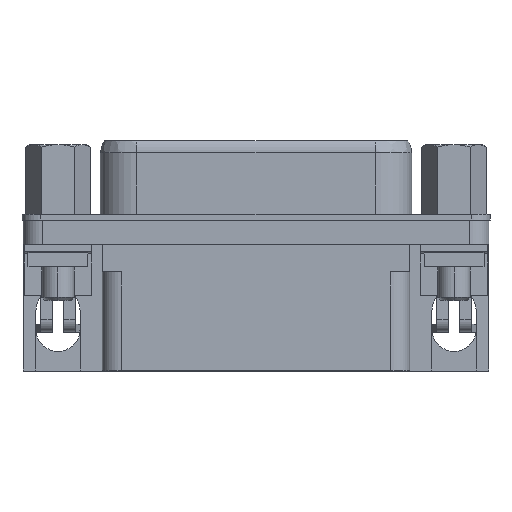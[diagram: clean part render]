
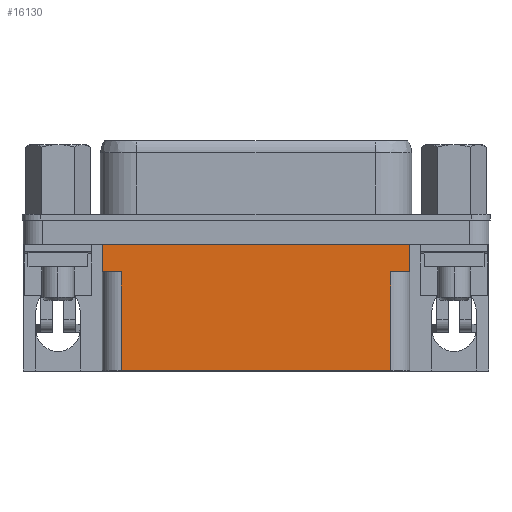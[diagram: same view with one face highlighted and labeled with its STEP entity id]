
A CAD part, top view. The second image highlights one B-rep face of the part: STEP entity #16130.
In plain terms, the highlighted planar face has unit normal (0, 0, 1).
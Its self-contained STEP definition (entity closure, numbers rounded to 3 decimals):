
#111 = EDGE_CURVE ( 'NONE', #23409, #16227, #25441, .T. ) ;
#1284 = VECTOR ( 'NONE', #8346, 1000. ) ;
#1364 = DIRECTION ( 'NONE',  ( 0., -1., 0. ) ) ;
#1588 = CARTESIAN_POINT ( 'NONE',  ( -12.818, 3.381, 10.262 ) ) ;
#1744 = CARTESIAN_POINT ( 'NONE',  ( -12.818, 5.667, 10.262 ) ) ;
#2188 = LINE ( 'NONE', #31105, #1284 ) ;
#2238 = CARTESIAN_POINT ( 'NONE',  ( 12.821, 3.381, 10.262 ) ) ;
#2416 = LINE ( 'NONE', #26397, #16776 ) ;
#3228 = ORIENTED_EDGE ( 'NONE', *, *, #22527, .T. ) ;
#3751 = CARTESIAN_POINT ( 'NONE',  ( -11.23, 3.381, 10.262 ) ) ;
#3797 = EDGE_CURVE ( 'NONE', #23409, #35743, #14147, .T. ) ;
#4499 = CARTESIAN_POINT ( 'NONE',  ( 49.895, 5.667, 10.262 ) ) ;
#4502 = VECTOR ( 'NONE', #22356, 1000. ) ;
#4922 = CARTESIAN_POINT ( 'NONE',  ( -12.818, -4.874, 10.262 ) ) ;
#5040 = EDGE_CURVE ( 'NONE', #8573, #26753, #20697, .T. ) ;
#5046 = DIRECTION ( 'NONE',  ( 0., -1., 0. ) ) ;
#6805 = ORIENTED_EDGE ( 'NONE', *, *, #3797, .F. ) ;
#8158 = CARTESIAN_POINT ( 'NONE',  ( 12.821, 3.381, 10.262 ) ) ;
#8346 = DIRECTION ( 'NONE',  ( 0., -1., 0. ) ) ;
#8573 = VERTEX_POINT ( 'NONE', #11639 ) ;
#9879 = DIRECTION ( 'NONE',  ( 0., 0., -1. ) ) ;
#10404 = ORIENTED_EDGE ( 'NONE', *, *, #35035, .T. ) ;
#11639 = CARTESIAN_POINT ( 'NONE',  ( -11.23, -4.874, 10.262 ) ) ;
#13244 = VECTOR ( 'NONE', #1364, 1000. ) ;
#13345 = CARTESIAN_POINT ( 'NONE',  ( -11.23, -4.874, 10.262 ) ) ;
#13834 = CARTESIAN_POINT ( 'NONE',  ( -12.818, 3.381, 10.262 ) ) ;
#13848 = VECTOR ( 'NONE', #22313, 1000. ) ;
#14147 = LINE ( 'NONE', #18564, #13244 ) ;
#14324 = VERTEX_POINT ( 'NONE', #1588 ) ;
#16130 = ADVANCED_FACE ( 'NONE', ( #35093 ), #20031, .F. ) ;
#16227 = VERTEX_POINT ( 'NONE', #1744 ) ;
#16776 = VECTOR ( 'NONE', #29267, 1000. ) ;
#16945 = VECTOR ( 'NONE', #22676, 1000. ) ;
#18564 = CARTESIAN_POINT ( 'NONE',  ( 12.821, -4.874, 10.262 ) ) ;
#18933 = VECTOR ( 'NONE', #5046, 1000. ) ;
#19237 = DIRECTION ( 'NONE',  ( 0., 1., 0. ) ) ;
#20031 = PLANE ( 'NONE',  #32648 ) ;
#20490 = ORIENTED_EDGE ( 'NONE', *, *, #5040, .F. ) ;
#20697 = LINE ( 'NONE', #13345, #27369 ) ;
#21934 = EDGE_CURVE ( 'NONE', #26753, #14324, #27348, .T. ) ;
#22313 = DIRECTION ( 'NONE',  ( 1., 0., 0. ) ) ;
#22356 = DIRECTION ( 'NONE',  ( -1., 0., 0. ) ) ;
#22527 = EDGE_CURVE ( 'NONE', #28168, #35743, #36635, .T. ) ;
#22676 = DIRECTION ( 'NONE',  ( -1., 0., 0. ) ) ;
#23409 = VERTEX_POINT ( 'NONE', #28513 ) ;
#25441 = LINE ( 'NONE', #4499, #16945 ) ;
#26325 = CARTESIAN_POINT ( 'NONE',  ( 11.234, 3.381, 10.262 ) ) ;
#26397 = CARTESIAN_POINT ( 'NONE',  ( 49.895, -4.874, 10.262 ) ) ;
#26513 = LINE ( 'NONE', #4922, #18933 ) ;
#26753 = VERTEX_POINT ( 'NONE', #3751 ) ;
#27052 = CARTESIAN_POINT ( 'NONE',  ( 43.291, -4.874, 10.262 ) ) ;
#27272 = ORIENTED_EDGE ( 'NONE', *, *, #21934, .F. ) ;
#27348 = LINE ( 'NONE', #13834, #4502 ) ;
#27369 = VECTOR ( 'NONE', #19237, 1000. ) ;
#27897 = EDGE_CURVE ( 'NONE', #16227, #14324, #26513, .T. ) ;
#28168 = VERTEX_POINT ( 'NONE', #26325 ) ;
#28513 = CARTESIAN_POINT ( 'NONE',  ( 12.821, 5.667, 10.262 ) ) ;
#29081 = EDGE_CURVE ( 'NONE', #28168, #35829, #2188, .T. ) ;
#29267 = DIRECTION ( 'NONE',  ( 1., 0., 0. ) ) ;
#29916 = DIRECTION ( 'NONE',  ( -1., 0., 0. ) ) ;
#31105 = CARTESIAN_POINT ( 'NONE',  ( 11.234, -4.874, 10.262 ) ) ;
#31706 = ORIENTED_EDGE ( 'NONE', *, *, #27897, .T. ) ;
#32648 = AXIS2_PLACEMENT_3D ( 'NONE', #27052, #9879, #29916 ) ;
#34563 = EDGE_LOOP ( 'NONE', ( #31706, #27272, #20490, #10404, #35303, #3228, #6805, #36860 ) ) ;
#35035 = EDGE_CURVE ( 'NONE', #8573, #35829, #2416, .T. ) ;
#35093 = FACE_OUTER_BOUND ( 'NONE', #34563, .T. ) ;
#35166 = CARTESIAN_POINT ( 'NONE',  ( 11.234, -4.874, 10.262 ) ) ;
#35303 = ORIENTED_EDGE ( 'NONE', *, *, #29081, .F. ) ;
#35743 = VERTEX_POINT ( 'NONE', #8158 ) ;
#35829 = VERTEX_POINT ( 'NONE', #35166 ) ;
#36635 = LINE ( 'NONE', #2238, #13848 ) ;
#36860 = ORIENTED_EDGE ( 'NONE', *, *, #111, .T. ) ;
